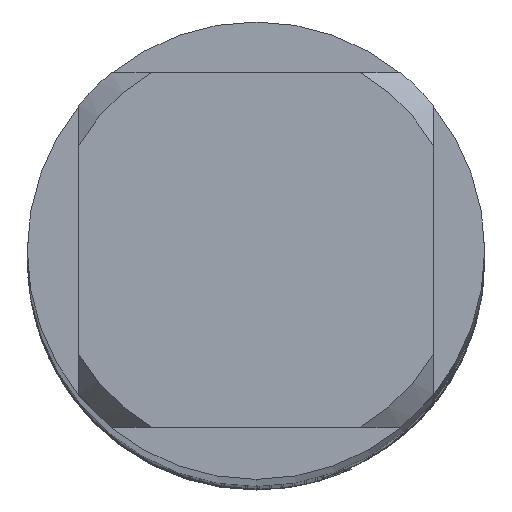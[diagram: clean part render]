
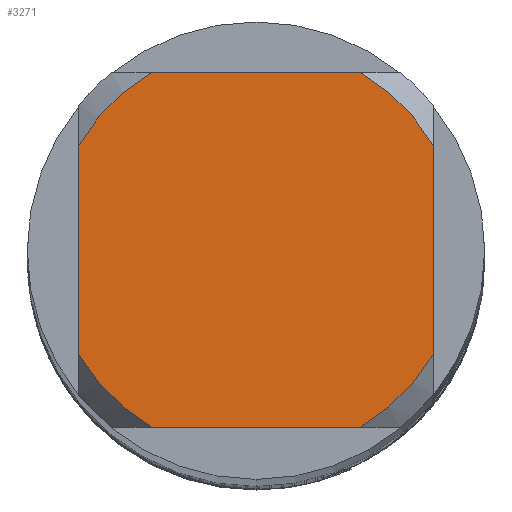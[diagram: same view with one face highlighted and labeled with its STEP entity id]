
A CAD part, top view. The second image highlights one B-rep face of the part: STEP entity #3271.
In plain terms, the highlighted planar face has unit normal (0, 0, 1).
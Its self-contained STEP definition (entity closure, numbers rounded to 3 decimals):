
#2333=VERTEX_POINT('',#6772);
#2555=VERTEX_POINT('',#7015);
#2617=EDGE_CURVE('',#2333,#5895,#7082,.T.);
#2727=EDGE_CURVE('',#4013,#5895,#7200,.T.);
#2815=EDGE_CURVE('',#4753,#2555,#7295,.T.);
#3271=ADVANCED_FACE('',(#7785),#7786,.T.);
#3295=EDGE_CURVE('',#4753,#5515,#7813,.T.);
#4013=VERTEX_POINT('',#8606);
#4439=EDGE_CURVE('',#5787,#5515,#9074,.T.);
#4753=VERTEX_POINT('',#9419);
#5031=EDGE_CURVE('',#4013,#6153,#9720,.T.);
#5515=VERTEX_POINT('',#10247);
#5625=EDGE_CURVE('',#2333,#2555,#10365,.T.);
#5787=VERTEX_POINT('',#10540);
#5895=VERTEX_POINT('',#10656);
#6023=EDGE_CURVE('',#5787,#6153,#10791,.T.);
#6153=VERTEX_POINT('',#10933);
#6772=CARTESIAN_POINT('',(-3.1,1.83,0.0));
#7015=CARTESIAN_POINT('',(-3.1,-1.83,0.0));
#7082=CIRCLE('',#12320,3.6);
#7200=LINE('',#12597,#12598);
#7295=CIRCLE('',#12813,3.6);
#7785=FACE_OUTER_BOUND('',#14100,.T.);
#7786=PLANE('',#14101);
#7813=LINE('',#14168,#14169);
#8606=CARTESIAN_POINT('',(1.83,3.1,0.0));
#9074=CIRCLE('',#16937,3.6);
#9419=CARTESIAN_POINT('',(-1.83,-3.1,0.0));
#9720=CIRCLE('',#18330,3.6);
#10247=CARTESIAN_POINT('',(1.83,-3.1,0.0));
#10365=LINE('',#19977,#19978);
#10540=CARTESIAN_POINT('',(3.1,-1.83,0.0));
#10656=CARTESIAN_POINT('',(-1.83,3.1,0.0));
#10791=LINE('',#21077,#21078);
#10933=CARTESIAN_POINT('',(3.1,1.83,0.0));
#12320=AXIS2_PLACEMENT_3D('',#23404,#23405,#23406);
#12597=CARTESIAN_POINT('',(0.0,3.1,0.0));
#12598=VECTOR('',#23507,1.0);
#12813=AXIS2_PLACEMENT_3D('',#23586,#23587,#23588);
#14100=EDGE_LOOP('',(#24178,#24179,#24180,#24181,#24182,#24183,#24184,#24185));
#14101=AXIS2_PLACEMENT_3D('',#24186,#24187,#24188);
#14168=CARTESIAN_POINT('',(0.0,-3.1,0.0));
#14169=VECTOR('',#24222,1.0);
#16937=AXIS2_PLACEMENT_3D('',#25610,#25611,#25612);
#18330=AXIS2_PLACEMENT_3D('',#26274,#26275,#26276);
#19977=CARTESIAN_POINT('',(-3.1,0.9,0.0));
#19978=VECTOR('',#26902,1.0);
#21077=CARTESIAN_POINT('',(3.1,0.9,0.0));
#21078=VECTOR('',#27443,1.0);
#23404=CARTESIAN_POINT('',(0.0,0.0,0.0));
#23405=DIRECTION('',(0.0,0.0,-1.0));
#23406=DIRECTION('',(0.0,1.0,0.0));
#23507=DIRECTION('',(-1.0,0.0,0.0));
#23586=CARTESIAN_POINT('',(0.0,0.0,0.0));
#23587=DIRECTION('',(0.0,0.0,-1.0));
#23588=DIRECTION('',(0.0,1.0,0.0));
#24178=ORIENTED_EDGE('',*,*,#5625,.T.);
#24179=ORIENTED_EDGE('',*,*,#2815,.F.);
#24180=ORIENTED_EDGE('',*,*,#3295,.T.);
#24181=ORIENTED_EDGE('',*,*,#4439,.F.);
#24182=ORIENTED_EDGE('',*,*,#6023,.T.);
#24183=ORIENTED_EDGE('',*,*,#5031,.F.);
#24184=ORIENTED_EDGE('',*,*,#2727,.T.);
#24185=ORIENTED_EDGE('',*,*,#2617,.F.);
#24186=CARTESIAN_POINT('',(0.0,1.8,0.0));
#24187=DIRECTION('',(-0.0,0.0,1.0));
#24188=DIRECTION('',(0.0,-1.0,0.0));
#24222=DIRECTION('',(1.0,0.0,0.0));
#25610=CARTESIAN_POINT('',(0.0,0.0,0.0));
#25611=DIRECTION('',(0.0,0.0,-1.0));
#25612=DIRECTION('',(0.0,1.0,0.0));
#26274=CARTESIAN_POINT('',(0.0,0.0,0.0));
#26275=DIRECTION('',(0.0,0.0,-1.0));
#26276=DIRECTION('',(0.0,1.0,0.0));
#26902=DIRECTION('',(-0.0,-1.0,0.0));
#27443=DIRECTION('',(-0.0,1.0,0.0));
